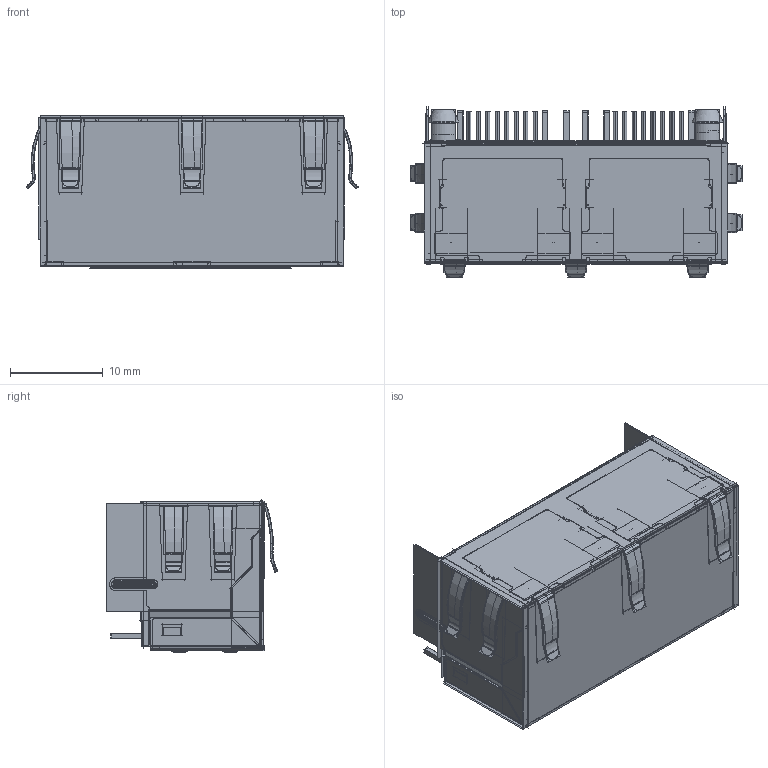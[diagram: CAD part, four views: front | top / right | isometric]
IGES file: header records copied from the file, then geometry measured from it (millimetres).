
Start section:  PTC IGES file: DGKYD561288DB1A1DY1027.igs
Global section: file name: DGKYD561288DB1A1DY1027.igs; native system: Creo Parametric by PTC Inc.; preprocessor: 2018400; author: Administrator; organization: Unknown; date: 20220309.103958; units: millimetre
Bounding box: 35.76 x 18.43 x 16.46 mm (x, y, z)
Surface area: 23891.3 mm2 (no closed solid volume)
Topology: 0 solids, 0 shells, 3714 faces, 53415 edges, 69402 vertices
Faces by surface type: bspline 2708, revolution 1006
